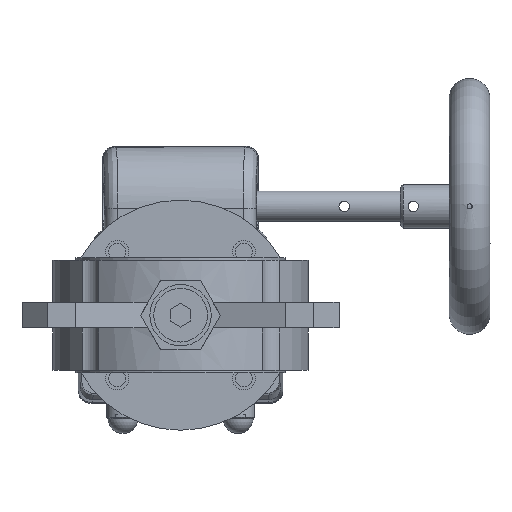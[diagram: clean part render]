
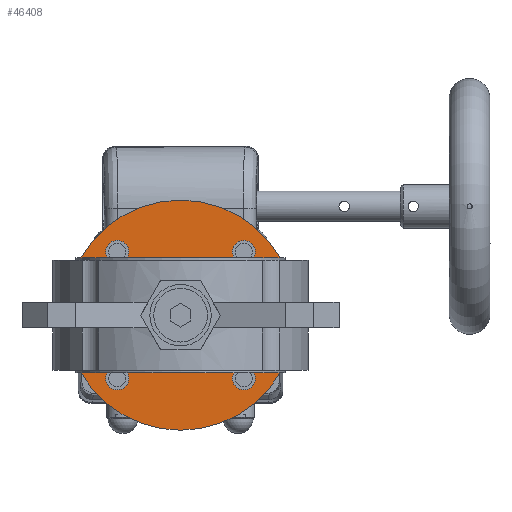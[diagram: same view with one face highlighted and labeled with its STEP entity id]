
A CAD part, front view. The second image highlights one B-rep face of the part: STEP entity #46408.
In plain terms, the highlighted planar face has unit normal (0, -1, 0).
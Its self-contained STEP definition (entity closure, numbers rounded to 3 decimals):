
#1378=PLANE('',#50845);
#1833=FACE_BOUND('',#16353,.T.);
#1834=FACE_BOUND('',#16354,.T.);
#1835=FACE_BOUND('',#16355,.T.);
#1836=FACE_BOUND('',#16356,.T.);
#1837=FACE_BOUND('',#16357,.T.);
#3548=CIRCLE('',#50749,4.5);
#3550=CIRCLE('',#50752,4.5);
#3552=CIRCLE('',#50755,4.5);
#3554=CIRCLE('',#50758,4.5);
#3557=CIRCLE('',#50762,45.);
#6762=LINE('',#156792,#9983);
#6902=LINE('',#158112,#10123);
#6903=LINE('',#158114,#10124);
#6904=LINE('',#158116,#10125);
#6905=LINE('',#158118,#10126);
#6906=LINE('',#158120,#10127);
#6907=LINE('',#158122,#10128);
#6908=LINE('',#158124,#10129);
#6909=LINE('',#158126,#10130);
#6910=LINE('',#158128,#10131);
#6911=LINE('',#158129,#10132);
#6912=LINE('',#158130,#10133);
#9983=VECTOR('',#61753,1000.);
#10123=VECTOR('',#61949,1000.);
#10124=VECTOR('',#61950,1000.);
#10125=VECTOR('',#61951,1000.);
#10126=VECTOR('',#61952,1000.);
#10127=VECTOR('',#61953,1000.);
#10128=VECTOR('',#61954,1000.);
#10129=VECTOR('',#61955,1000.);
#10130=VECTOR('',#61956,1000.);
#10131=VECTOR('',#61957,1000.);
#10132=VECTOR('',#61958,1000.);
#10133=VECTOR('',#61959,1000.);
#13497=FACE_OUTER_BOUND('',#16352,.T.);
#16352=EDGE_LOOP('',(#41006));
#16353=EDGE_LOOP('',(#41007,#41008,#41009,#41010,#41011,#41012,#41013,#41014,
#41015,#41016,#41017,#41018));
#16354=EDGE_LOOP('',(#41019));
#16355=EDGE_LOOP('',(#41020));
#16356=EDGE_LOOP('',(#41021));
#16357=EDGE_LOOP('',(#41022));
#21788=VERTEX_POINT('',#156585);
#21790=VERTEX_POINT('',#156591);
#21792=VERTEX_POINT('',#156597);
#21794=VERTEX_POINT('',#156603);
#21797=VERTEX_POINT('',#156611);
#21840=VERTEX_POINT('',#156789);
#21841=VERTEX_POINT('',#156791);
#22057=VERTEX_POINT('',#158110);
#22058=VERTEX_POINT('',#158111);
#22059=VERTEX_POINT('',#158113);
#22060=VERTEX_POINT('',#158115);
#22061=VERTEX_POINT('',#158117);
#22062=VERTEX_POINT('',#158119);
#22063=VERTEX_POINT('',#158121);
#22064=VERTEX_POINT('',#158123);
#22065=VERTEX_POINT('',#158125);
#22066=VERTEX_POINT('',#158127);
#28203=EDGE_CURVE('',#21788,#21788,#3548,.T.);
#28206=EDGE_CURVE('',#21790,#21790,#3550,.T.);
#28209=EDGE_CURVE('',#21792,#21792,#3552,.T.);
#28212=EDGE_CURVE('',#21794,#21794,#3554,.T.);
#28217=EDGE_CURVE('',#21797,#21797,#3557,.T.);
#28287=EDGE_CURVE('',#21840,#21841,#6762,.T.);
#28510=EDGE_CURVE('',#22057,#22058,#6902,.T.);
#28511=EDGE_CURVE('',#22057,#22059,#6903,.T.);
#28512=EDGE_CURVE('',#22059,#22060,#6904,.T.);
#28513=EDGE_CURVE('',#22060,#22061,#6905,.T.);
#28514=EDGE_CURVE('',#22062,#22061,#6906,.T.);
#28515=EDGE_CURVE('',#22063,#22062,#6907,.T.);
#28516=EDGE_CURVE('',#22063,#22064,#6908,.T.);
#28517=EDGE_CURVE('',#22065,#22064,#6909,.T.);
#28518=EDGE_CURVE('',#22066,#22065,#6910,.T.);
#28519=EDGE_CURVE('',#21841,#22066,#6911,.T.);
#28520=EDGE_CURVE('',#21840,#22058,#6912,.T.);
#41006=ORIENTED_EDGE('',*,*,#28217,.F.);
#41007=ORIENTED_EDGE('',*,*,#28510,.F.);
#41008=ORIENTED_EDGE('',*,*,#28511,.T.);
#41009=ORIENTED_EDGE('',*,*,#28512,.T.);
#41010=ORIENTED_EDGE('',*,*,#28513,.T.);
#41011=ORIENTED_EDGE('',*,*,#28514,.F.);
#41012=ORIENTED_EDGE('',*,*,#28515,.F.);
#41013=ORIENTED_EDGE('',*,*,#28516,.T.);
#41014=ORIENTED_EDGE('',*,*,#28517,.F.);
#41015=ORIENTED_EDGE('',*,*,#28518,.F.);
#41016=ORIENTED_EDGE('',*,*,#28519,.F.);
#41017=ORIENTED_EDGE('',*,*,#28287,.F.);
#41018=ORIENTED_EDGE('',*,*,#28520,.T.);
#41019=ORIENTED_EDGE('',*,*,#28203,.T.);
#41020=ORIENTED_EDGE('',*,*,#28206,.T.);
#41021=ORIENTED_EDGE('',*,*,#28209,.T.);
#41022=ORIENTED_EDGE('',*,*,#28212,.T.);
#46408=ADVANCED_FACE('',(#13497,#1833,#1834,#1835,#1836,#1837),#1378,.F.);
#50749=AXIS2_PLACEMENT_3D('',#156586,#61587,#61588);
#50752=AXIS2_PLACEMENT_3D('',#156592,#61594,#61595);
#50755=AXIS2_PLACEMENT_3D('',#156598,#61601,#61602);
#50758=AXIS2_PLACEMENT_3D('',#156604,#61608,#61609);
#50762=AXIS2_PLACEMENT_3D('',#156613,#61618,#61619);
#50845=AXIS2_PLACEMENT_3D('',#158109,#61947,#61948);
#61587=DIRECTION('center_axis',(0.,1.,0.));
#61588=DIRECTION('ref_axis',(0.,0.,1.));
#61594=DIRECTION('center_axis',(0.,1.,0.));
#61595=DIRECTION('ref_axis',(0.,0.,1.));
#61601=DIRECTION('center_axis',(0.,1.,0.));
#61602=DIRECTION('ref_axis',(0.,0.,1.));
#61608=DIRECTION('center_axis',(0.,1.,0.));
#61609=DIRECTION('ref_axis',(0.,0.,1.));
#61618=DIRECTION('center_axis',(0.,1.,0.));
#61619=DIRECTION('ref_axis',(0.,0.,1.));
#61753=DIRECTION('',(-1.,0.,0.));
#61947=DIRECTION('center_axis',(0.,1.,0.));
#61948=DIRECTION('ref_axis',(0.,0.,1.));
#61949=DIRECTION('',(-1.,0.,0.));
#61950=DIRECTION('',(0.,0.,-1.));
#61951=DIRECTION('',(-1.,0.,0.));
#61952=DIRECTION('',(0.,0.,-1.));
#61953=DIRECTION('',(1.,0.,0.));
#61954=DIRECTION('',(0.,0.,-1.));
#61955=DIRECTION('',(-1.,0.,0.));
#61956=DIRECTION('',(0.,0.,-1.));
#61957=DIRECTION('',(-1.,0.,0.));
#61958=DIRECTION('',(0.,0.,-1.));
#61959=DIRECTION('',(0.,0.,-1.));
#156585=CARTESIAN_POINT('',(-24.749,140.,-29.249));
#156586=CARTESIAN_POINT('Origin',(-24.749,140.,-24.749));
#156591=CARTESIAN_POINT('',(-24.749,140.,20.249));
#156592=CARTESIAN_POINT('Origin',(-24.749,140.,24.749));
#156597=CARTESIAN_POINT('',(24.749,140.,20.249));
#156598=CARTESIAN_POINT('Origin',(24.749,140.,24.749));
#156603=CARTESIAN_POINT('',(24.749,140.,-29.249));
#156604=CARTESIAN_POINT('Origin',(24.749,140.,-24.749));
#156611=CARTESIAN_POINT('',(0.,140.,-45.));
#156613=CARTESIAN_POINT('Origin',(0.,140.,0.));
#156789=CARTESIAN_POINT('',(17.,140.,13.5));
#156791=CARTESIAN_POINT('',(-17.,140.,13.5));
#156792=CARTESIAN_POINT('',(7.794,140.,13.5));
#158109=CARTESIAN_POINT('Origin',(0.,140.,0.));
#158110=CARTESIAN_POINT('',(26.,140.,5.));
#158111=CARTESIAN_POINT('',(17.,140.,5.));
#158112=CARTESIAN_POINT('',(-26.,140.,5.));
#158113=CARTESIAN_POINT('',(26.,140.,-5.));
#158114=CARTESIAN_POINT('',(26.,140.,5.));
#158115=CARTESIAN_POINT('',(17.,140.,-5.));
#158116=CARTESIAN_POINT('',(-26.,140.,-5.));
#158117=CARTESIAN_POINT('',(17.,140.,-13.5));
#158118=CARTESIAN_POINT('',(17.,140.,13.5));
#158119=CARTESIAN_POINT('',(-17.,140.,-13.5));
#158120=CARTESIAN_POINT('',(-7.794,140.,-13.5));
#158121=CARTESIAN_POINT('',(-17.,140.,-5.));
#158122=CARTESIAN_POINT('',(-17.,140.,13.5));
#158123=CARTESIAN_POINT('',(-26.,140.,-5.));
#158124=CARTESIAN_POINT('',(-26.,140.,-5.));
#158125=CARTESIAN_POINT('',(-26.,140.,5.));
#158126=CARTESIAN_POINT('',(-26.,140.,5.));
#158127=CARTESIAN_POINT('',(-17.,140.,5.));
#158128=CARTESIAN_POINT('',(-26.,140.,5.));
#158129=CARTESIAN_POINT('',(-17.,140.,13.5));
#158130=CARTESIAN_POINT('',(17.,140.,13.5));
